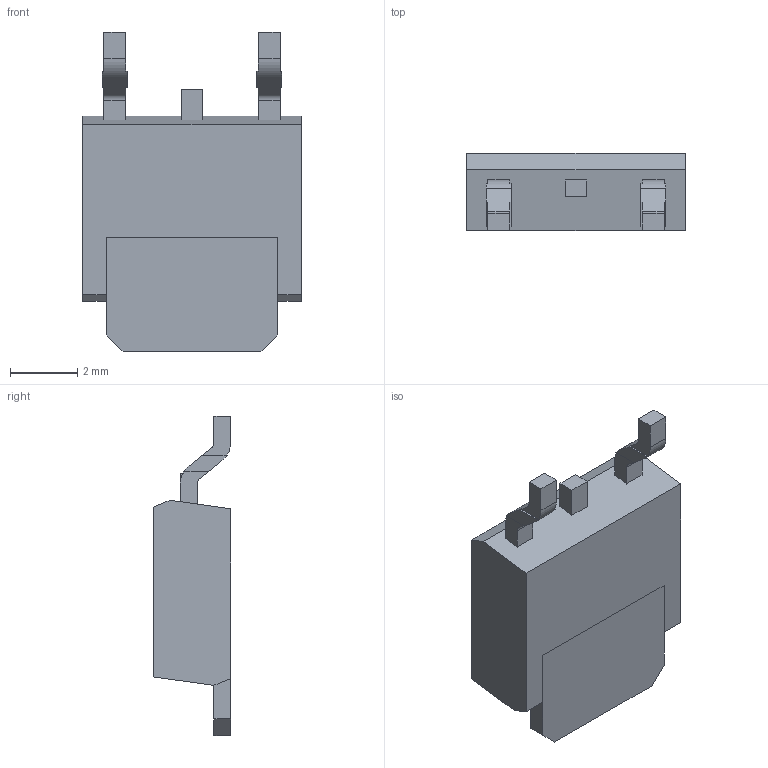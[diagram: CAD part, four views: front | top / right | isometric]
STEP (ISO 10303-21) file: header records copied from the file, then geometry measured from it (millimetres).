
FILE_DESCRIPTION (( 'STEP AP214' ), '1' );
FILE_NAME ('BA17805FP-E2.STEP', '2021-08-04T10:15:40', ( '' ), ( '' ), 'SwSTEP 2.0', 'SolidWorks 2018', '' );
FILE_SCHEMA (( 'AUTOMOTIVE_DESIGN' ));
Length unit declared in the file: millimetre
Products named in the file (1): BA17805FP-E2
Bounding box: 6.5 x 2.3 x 9.5 mm (x, y, z)
Volume: 84.5 mm3; surface area: 193.8 mm2
Topology: 5 solids, 5 shells, 87 faces, 221 edges, 147 vertices
Faces by surface type: plane 78, cylinder 8, sphere 1
Entity records: 2968 total; most frequent: CARTESIAN_POINT 453, ORIENTED_EDGE 438, DIRECTION 421, EDGE_CURVE 219, VECTOR 193, LINE 193, VERTEX_POINT 146, AXIS2_PLACEMENT_3D 114
